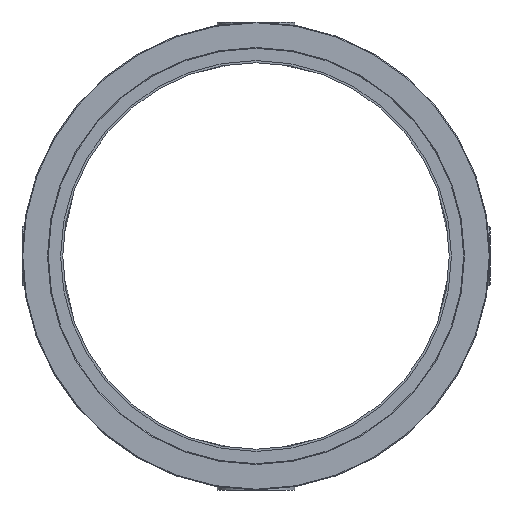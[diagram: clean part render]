
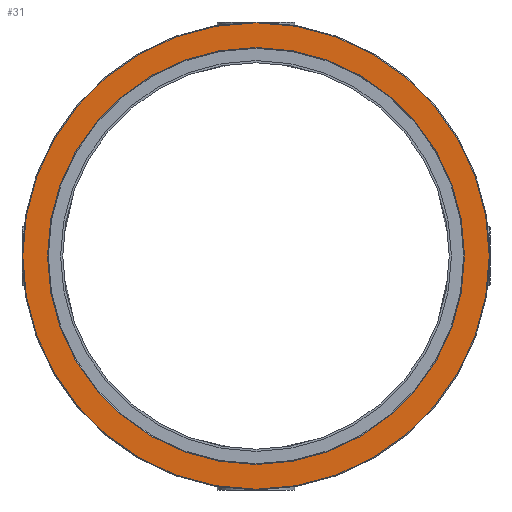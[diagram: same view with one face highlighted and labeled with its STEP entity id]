
A CAD part, left-side view. The second image highlights one B-rep face of the part: STEP entity #31.
In plain terms, the highlighted face is planar.
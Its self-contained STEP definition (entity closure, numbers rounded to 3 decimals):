
#31 = ADVANCED_FACE ( 'NONE', ( #660, #597 ), #2747, .T. ) ;
#144 = CARTESIAN_POINT ( 'NONE',  ( 0., 0., -106.9 ) ) ;
#597 = FACE_OUTER_BOUND ( 'NONE', #3809, .T. ) ;
#610 = CIRCLE ( 'NONE', #1010, 106.9 ) ;
#660 = FACE_BOUND ( 'NONE', #2898, .T. ) ;
#783 = EDGE_CURVE ( 'NONE', #2114, #1366, #4233, .T. ) ;
#813 = EDGE_CURVE ( 'NONE', #3293, #2312, #4245, .T. ) ;
#1010 = AXIS2_PLACEMENT_3D ( 'NONE', #3691, #3657, #3641 ) ;
#1366 = VERTEX_POINT ( 'NONE', #144 ) ;
#1415 = DIRECTION ( 'NONE',  ( 0., 0., -1. ) ) ;
#1458 = DIRECTION ( 'NONE',  ( 0., -1., 0. ) ) ;
#1479 = CARTESIAN_POINT ( 'NONE',  ( 0., 0., 0. ) ) ;
#1499 = ORIENTED_EDGE ( 'NONE', *, *, #813, .T. ) ;
#1702 = DIRECTION ( 'NONE',  ( 0., 0., -1. ) ) ;
#1727 = DIRECTION ( 'NONE',  ( 0., 1., 0. ) ) ;
#1746 = CARTESIAN_POINT ( 'NONE',  ( 0., 0., 0. ) ) ;
#1818 = EDGE_CURVE ( 'NONE', #1366, #2114, #610, .T. ) ;
#1941 = ORIENTED_EDGE ( 'NONE', *, *, #2470, .T. ) ;
#2099 = CARTESIAN_POINT ( 'NONE',  ( 0., 0., -119.6 ) ) ;
#2114 = VERTEX_POINT ( 'NONE', #3731 ) ;
#2312 = VERTEX_POINT ( 'NONE', #2099 ) ;
#2470 = EDGE_CURVE ( 'NONE', #2312, #3293, #4945, .T. ) ;
#2488 = AXIS2_PLACEMENT_3D ( 'NONE', #1479, #1458, #1415 ) ;
#2747 = PLANE ( 'NONE',  #4563 ) ;
#2868 = AXIS2_PLACEMENT_3D ( 'NONE', #4003, #3182, #5010 ) ;
#2898 = EDGE_LOOP ( 'NONE', ( #5237, #3350 ) ) ;
#3182 = DIRECTION ( 'NONE',  ( 0., -1., 0. ) ) ;
#3293 = VERTEX_POINT ( 'NONE', #4785 ) ;
#3350 = ORIENTED_EDGE ( 'NONE', *, *, #783, .T. ) ;
#3641 = DIRECTION ( 'NONE',  ( 0., 0., -1. ) ) ;
#3657 = DIRECTION ( 'NONE',  ( 0., 1., 0. ) ) ;
#3691 = CARTESIAN_POINT ( 'NONE',  ( 0., 0., 0. ) ) ;
#3731 = CARTESIAN_POINT ( 'NONE',  ( 0., 0., 106.9 ) ) ;
#3809 = EDGE_LOOP ( 'NONE', ( #1499, #1941 ) ) ;
#3916 = AXIS2_PLACEMENT_3D ( 'NONE', #1746, #1727, #1702 ) ;
#4003 = CARTESIAN_POINT ( 'NONE',  ( 0., 0., 0. ) ) ;
#4233 = CIRCLE ( 'NONE', #3916, 106.9 ) ;
#4245 = CIRCLE ( 'NONE', #2488, 119.6 ) ;
#4563 = AXIS2_PLACEMENT_3D ( 'NONE', #5222, #5187, #5146 ) ;
#4785 = CARTESIAN_POINT ( 'NONE',  ( 0., 0., 119.6 ) ) ;
#4945 = CIRCLE ( 'NONE', #2868, 119.6 ) ;
#5010 = DIRECTION ( 'NONE',  ( 0., 0., -1. ) ) ;
#5146 = DIRECTION ( 'NONE',  ( 0., 0., -1. ) ) ;
#5187 = DIRECTION ( 'NONE',  ( 0., -1., 0. ) ) ;
#5222 = CARTESIAN_POINT ( 'NONE',  ( -106.5, 0., 0. ) ) ;
#5237 = ORIENTED_EDGE ( 'NONE', *, *, #1818, .T. ) ;
